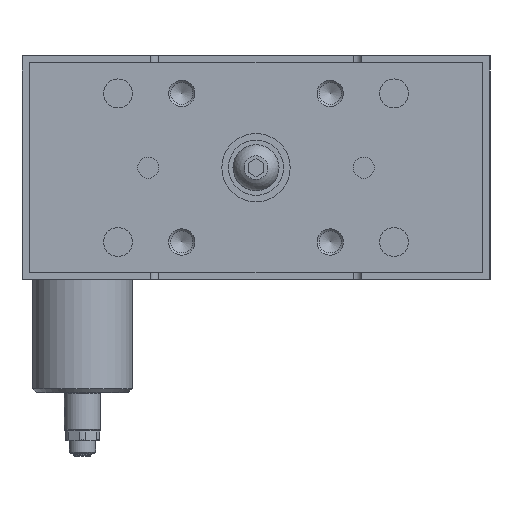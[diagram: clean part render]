
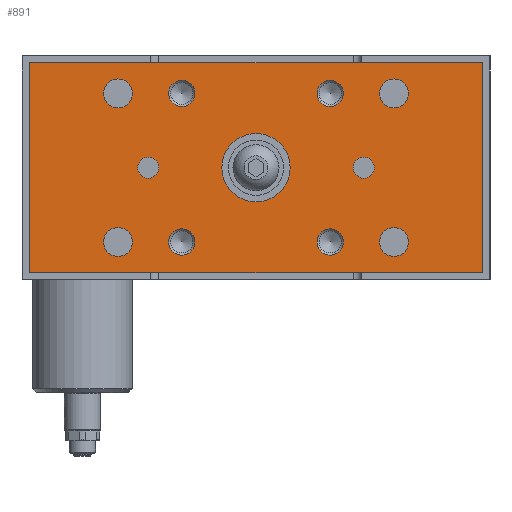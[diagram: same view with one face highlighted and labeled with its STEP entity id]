
A CAD part, left-side view. The second image highlights one B-rep face of the part: STEP entity #891.
In plain terms, the highlighted planar face has unit normal (-1, 0, 0).
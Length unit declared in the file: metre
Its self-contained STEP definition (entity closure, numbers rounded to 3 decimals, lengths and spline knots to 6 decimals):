
#891 = ADVANCED_FACE( '', ( #2204, #2205, #2206, #2207, #2208, #2209, #2210, #2211, #2212, #2213, #2214, #2215 ), #2216, .F. );
#2204 = FACE_BOUND( '', #4004, .T. );
#2205 = FACE_BOUND( '', #4005, .T. );
#2206 = FACE_BOUND( '', #4006, .T. );
#2207 = FACE_BOUND( '', #4007, .T. );
#2208 = FACE_BOUND( '', #4008, .T. );
#2209 = FACE_BOUND( '', #4009, .T. );
#2210 = FACE_BOUND( '', #4010, .T. );
#2211 = FACE_BOUND( '', #4011, .T. );
#2212 = FACE_BOUND( '', #4012, .T. );
#2213 = FACE_BOUND( '', #4013, .T. );
#2214 = FACE_BOUND( '', #4014, .T. );
#2215 = FACE_OUTER_BOUND( '', #4015, .T. );
#2216 = PLANE( '', #4016 );
#4004 = EDGE_LOOP( '', ( #6587 ) );
#4005 = EDGE_LOOP( '', ( #6588 ) );
#4006 = EDGE_LOOP( '', ( #6589 ) );
#4007 = EDGE_LOOP( '', ( #6590 ) );
#4008 = EDGE_LOOP( '', ( #6591 ) );
#4009 = EDGE_LOOP( '', ( #6592 ) );
#4010 = EDGE_LOOP( '', ( #6593 ) );
#4011 = EDGE_LOOP( '', ( #6594 ) );
#4012 = EDGE_LOOP( '', ( #6595 ) );
#4013 = EDGE_LOOP( '', ( #6596 ) );
#4014 = EDGE_LOOP( '', ( #6597 ) );
#4015 = EDGE_LOOP( '', ( #6598, #6599, #6600, #6601 ) );
#4016 = AXIS2_PLACEMENT_3D( '', #6602, #6603, #6604 );
#6587 = ORIENTED_EDGE( '', *, *, #9614, .T. );
#6588 = ORIENTED_EDGE( '', *, *, #9615, .T. );
#6589 = ORIENTED_EDGE( '', *, *, #9616, .F. );
#6590 = ORIENTED_EDGE( '', *, *, #8885, .F. );
#6591 = ORIENTED_EDGE( '', *, *, #8888, .T. );
#6592 = ORIENTED_EDGE( '', *, *, #9617, .T. );
#6593 = ORIENTED_EDGE( '', *, *, #9327, .T. );
#6594 = ORIENTED_EDGE( '', *, *, #9618, .T. );
#6595 = ORIENTED_EDGE( '', *, *, #9619, .T. );
#6596 = ORIENTED_EDGE( '', *, *, #9620, .T. );
#6597 = ORIENTED_EDGE( '', *, *, #9621, .T. );
#6598 = ORIENTED_EDGE( '', *, *, #9622, .T. );
#6599 = ORIENTED_EDGE( '', *, *, #9623, .T. );
#6600 = ORIENTED_EDGE( '', *, *, #9624, .T. );
#6601 = ORIENTED_EDGE( '', *, *, #9552, .T. );
#6602 = CARTESIAN_POINT( '', ( -0.037, 0.086, -0.0025 ) );
#6603 = DIRECTION( '', ( 1., 0., 0. ) );
#6604 = DIRECTION( '', ( 0., 0., 1. ) );
#8885 = EDGE_CURVE( '', #10297, #10297, #10298, .T. );
#8888 = EDGE_CURVE( '', #10302, #10302, #10303, .T. );
#9327 = EDGE_CURVE( '', #11042, #11042, #11043, .T. );
#9552 = EDGE_CURVE( '', #11387, #11385, #11388, .T. );
#9614 = EDGE_CURVE( '', #11475, #11475, #11476, .T. );
#9615 = EDGE_CURVE( '', #11477, #11477, #11478, .T. );
#9616 = EDGE_CURVE( '', #11479, #11479, #11480, .T. );
#9617 = EDGE_CURVE( '', #11481, #11481, #11482, .T. );
#9618 = EDGE_CURVE( '', #11483, #11483, #11484, .T. );
#9619 = EDGE_CURVE( '', #11485, #11485, #11486, .T. );
#9620 = EDGE_CURVE( '', #11487, #11487, #11488, .T. );
#9621 = EDGE_CURVE( '', #11489, #11489, #11490, .T. );
#9622 = EDGE_CURVE( '', #11385, #11491, #11492, .T. );
#9623 = EDGE_CURVE( '', #11491, #11493, #11494, .T. );
#9624 = EDGE_CURVE( '', #11493, #11387, #11495, .T. );
#10297 = VERTEX_POINT( '', #12341 );
#10298 = CIRCLE( '', #12342, 0.005 );
#10302 = VERTEX_POINT( '', #12346 );
#10303 = CIRCLE( '', #12347, 0.005 );
#11042 = VERTEX_POINT( '', #13688 );
#11043 = CIRCLE( '', #13689, 0.0055 );
#11385 = VERTEX_POINT( '', #14303 );
#11387 = VERTEX_POINT( '', #14306 );
#11388 = LINE( '', #14307, #14308 );
#11475 = VERTEX_POINT( '', #14472 );
#11476 = CIRCLE( '', #14473, 0.013 );
#11477 = VERTEX_POINT( '', #14474 );
#11478 = CIRCLE( '', #14475, 0.005 );
#11479 = VERTEX_POINT( '', #14476 );
#11480 = CIRCLE( '', #14477, 0.005 );
#11481 = VERTEX_POINT( '', #14478 );
#11482 = CIRCLE( '', #14479, 0.0055 );
#11483 = VERTEX_POINT( '', #14480 );
#11484 = CIRCLE( '', #14481, 0.0055 );
#11485 = VERTEX_POINT( '', #14482 );
#11486 = CIRCLE( '', #14483, 0.0055 );
#11487 = VERTEX_POINT( '', #14484 );
#11488 = CIRCLE( '', #14485, 0.004 );
#11489 = VERTEX_POINT( '', #14486 );
#11490 = CIRCLE( '', #14487, 0.004 );
#11491 = VERTEX_POINT( '', #14488 );
#11492 = LINE( '', #14489, #14490 );
#11493 = VERTEX_POINT( '', #14491 );
#11494 = LINE( '', #14492, #14493 );
#11495 = LINE( '', #14494, #14495 );
#12341 = CARTESIAN_POINT( '', ( -0.037, 0.02325, -0.07075 ) );
#12342 = AXIS2_PLACEMENT_3D( '', #15911, #15912, #15913 );
#12346 = CARTESIAN_POINT( '', ( -0.037, -0.02325, -0.07075 ) );
#12347 = AXIS2_PLACEMENT_3D( '', #15917, #15918, #15919 );
#13688 = CARTESIAN_POINT( '', ( -0.037, -0.047, -0.01425 ) );
#13689 = AXIS2_PLACEMENT_3D( '', #16541, #16542, #16543 );
#14303 = CARTESIAN_POINT( '', ( -0.037, 0.086, -0.0025 ) );
#14306 = CARTESIAN_POINT( '', ( -0.037, -0.086, -0.0025 ) );
#14307 = CARTESIAN_POINT( '', ( -0.037, -0.086, -0.0025 ) );
#14308 = VECTOR( '', #16852, 1. );
#14472 = CARTESIAN_POINT( '', ( -0.037, 0.013, -0.0425 ) );
#14473 = AXIS2_PLACEMENT_3D( '', #16925, #16926, #16927 );
#14474 = CARTESIAN_POINT( '', ( -0.037, 0.02325, -0.01425 ) );
#14475 = AXIS2_PLACEMENT_3D( '', #16928, #16929, #16930 );
#14476 = CARTESIAN_POINT( '', ( -0.037, -0.02325, -0.01425 ) );
#14477 = AXIS2_PLACEMENT_3D( '', #16931, #16932, #16933 );
#14478 = CARTESIAN_POINT( '', ( -0.037, 0.058, -0.01425 ) );
#14479 = AXIS2_PLACEMENT_3D( '', #16934, #16935, #16936 );
#14480 = CARTESIAN_POINT( '', ( -0.037, 0.058, -0.07075 ) );
#14481 = AXIS2_PLACEMENT_3D( '', #16937, #16938, #16939 );
#14482 = CARTESIAN_POINT( '', ( -0.037, -0.047, -0.07075 ) );
#14483 = AXIS2_PLACEMENT_3D( '', #16940, #16941, #16942 );
#14484 = CARTESIAN_POINT( '', ( -0.037, 0.045, -0.0425 ) );
#14485 = AXIS2_PLACEMENT_3D( '', #16943, #16944, #16945 );
#14486 = CARTESIAN_POINT( '', ( -0.037, -0.037, -0.0425 ) );
#14487 = AXIS2_PLACEMENT_3D( '', #16946, #16947, #16948 );
#14488 = CARTESIAN_POINT( '', ( -0.037, 0.086, -0.0825 ) );
#14489 = CARTESIAN_POINT( '', ( -0.037, 0.086, -0.0025 ) );
#14490 = VECTOR( '', #16949, 1. );
#14491 = CARTESIAN_POINT( '', ( -0.037, -0.086, -0.0825 ) );
#14492 = CARTESIAN_POINT( '', ( -0.037, 0.086, -0.0825 ) );
#14493 = VECTOR( '', #16950, 1. );
#14494 = CARTESIAN_POINT( '', ( -0.037, -0.086, -0.0825 ) );
#14495 = VECTOR( '', #16951, 1. );
#15911 = CARTESIAN_POINT( '', ( -0.037, 0.02825, -0.07075 ) );
#15912 = DIRECTION( '', ( -1., 0., 0. ) );
#15913 = DIRECTION( '', ( 0., -1., 0. ) );
#15917 = CARTESIAN_POINT( '', ( -0.037, -0.02825, -0.07075 ) );
#15918 = DIRECTION( '', ( 1., 0., 0. ) );
#15919 = DIRECTION( '', ( 0., 1., 0. ) );
#16541 = CARTESIAN_POINT( '', ( -0.037, -0.0525, -0.01425 ) );
#16542 = DIRECTION( '', ( 1., 0., 0. ) );
#16543 = DIRECTION( '', ( 0., 1., 0. ) );
#16852 = DIRECTION( '', ( 0., 1., 0. ) );
#16925 = CARTESIAN_POINT( '', ( -0.037, 0., -0.0425 ) );
#16926 = DIRECTION( '', ( 1., 0., 0. ) );
#16927 = DIRECTION( '', ( 0., 1., 0. ) );
#16928 = CARTESIAN_POINT( '', ( -0.037, 0.02825, -0.01425 ) );
#16929 = DIRECTION( '', ( 1., 0., 0. ) );
#16930 = DIRECTION( '', ( 0., -1., 0. ) );
#16931 = CARTESIAN_POINT( '', ( -0.037, -0.02825, -0.01425 ) );
#16932 = DIRECTION( '', ( -1., 0., 0. ) );
#16933 = DIRECTION( '', ( 0., 1., 0. ) );
#16934 = CARTESIAN_POINT( '', ( -0.037, 0.0525, -0.01425 ) );
#16935 = DIRECTION( '', ( 1., 0., 0. ) );
#16936 = DIRECTION( '', ( 0., 1., 0. ) );
#16937 = CARTESIAN_POINT( '', ( -0.037, 0.0525, -0.07075 ) );
#16938 = DIRECTION( '', ( 1., 0., 0. ) );
#16939 = DIRECTION( '', ( 0., 1., 0. ) );
#16940 = CARTESIAN_POINT( '', ( -0.037, -0.0525, -0.07075 ) );
#16941 = DIRECTION( '', ( 1., 0., 0. ) );
#16942 = DIRECTION( '', ( 0., 1., 0. ) );
#16943 = CARTESIAN_POINT( '', ( -0.037, 0.041, -0.0425 ) );
#16944 = DIRECTION( '', ( 1., 0., 0. ) );
#16945 = DIRECTION( '', ( 0., 1., 0. ) );
#16946 = CARTESIAN_POINT( '', ( -0.037, -0.041, -0.0425 ) );
#16947 = DIRECTION( '', ( 1., 0., 0. ) );
#16948 = DIRECTION( '', ( 0., 1., 0. ) );
#16949 = DIRECTION( '', ( 0., 0., -1. ) );
#16950 = DIRECTION( '', ( 0., -1., 0. ) );
#16951 = DIRECTION( '', ( 0., 0., 1. ) );
